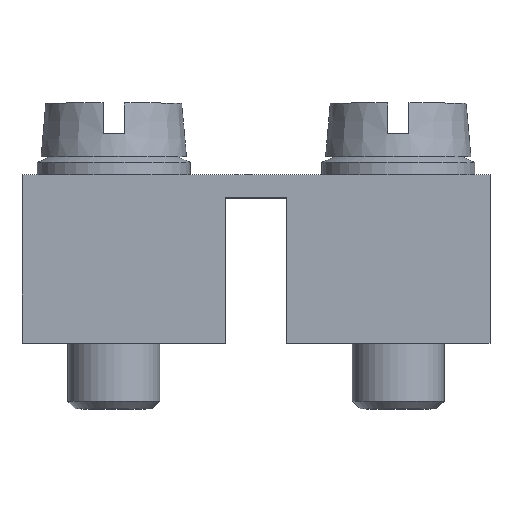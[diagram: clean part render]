
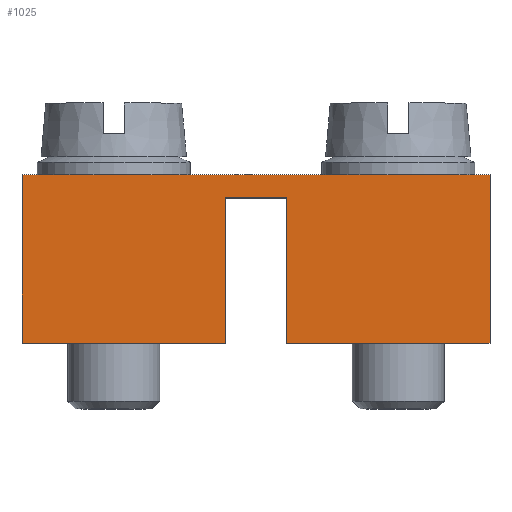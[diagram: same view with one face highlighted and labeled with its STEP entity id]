
A CAD part, top view. The second image highlights one B-rep face of the part: STEP entity #1025.
In plain terms, the highlighted planar face has unit normal (0, 0, 1).
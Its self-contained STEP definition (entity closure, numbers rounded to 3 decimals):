
#65=PLANE('',#1175);
#114=LINE('',#1812,#168);
#115=LINE('',#1815,#169);
#118=LINE('',#1821,#172);
#124=LINE('',#1833,#178);
#126=LINE('',#1836,#180);
#129=LINE('',#1842,#183);
#130=LINE('',#1845,#184);
#131=LINE('',#1846,#185);
#168=VECTOR('',#1484,9.5);
#169=VECTOR('',#1487,13.3);
#172=VECTOR('',#1492,11.);
#178=VECTOR('',#1500,9.5);
#180=VECTOR('',#1504,4.);
#183=VECTOR('',#1509,30.6);
#184=VECTOR('',#1512,13.3);
#185=VECTOR('',#1513,11.);
#251=FACE_OUTER_BOUND('',#318,.T.);
#318=EDGE_LOOP('',(#943,#944,#945,#946,#947,#948,#949,#950));
#503=VERTEX_POINT('',#1805);
#506=VERTEX_POINT('',#1810);
#507=VERTEX_POINT('',#1814);
#509=VERTEX_POINT('',#1820);
#511=VERTEX_POINT('',#1826);
#514=VERTEX_POINT('',#1831);
#516=VERTEX_POINT('',#1839);
#517=VERTEX_POINT('',#1844);
#648=EDGE_CURVE('',#503,#506,#114,.T.);
#649=EDGE_CURVE('',#507,#503,#115,.T.);
#652=EDGE_CURVE('',#509,#507,#118,.T.);
#658=EDGE_CURVE('',#511,#514,#124,.T.);
#660=EDGE_CURVE('',#506,#511,#126,.T.);
#663=EDGE_CURVE('',#516,#509,#129,.T.);
#664=EDGE_CURVE('',#514,#517,#130,.T.);
#665=EDGE_CURVE('',#516,#517,#131,.T.);
#943=ORIENTED_EDGE('',*,*,#652,.T.);
#944=ORIENTED_EDGE('',*,*,#649,.T.);
#945=ORIENTED_EDGE('',*,*,#648,.T.);
#946=ORIENTED_EDGE('',*,*,#660,.T.);
#947=ORIENTED_EDGE('',*,*,#658,.T.);
#948=ORIENTED_EDGE('',*,*,#664,.T.);
#949=ORIENTED_EDGE('',*,*,#665,.F.);
#950=ORIENTED_EDGE('',*,*,#663,.T.);
#1025=ADVANCED_FACE('',(#251),#65,.T.);
#1175=AXIS2_PLACEMENT_3D('',#1843,#1510,#1511);
#1484=DIRECTION('',(0.,1.,0.));
#1487=DIRECTION('',(1.,0.,0.));
#1492=DIRECTION('',(0.,-1.,0.));
#1500=DIRECTION('',(0.,-1.,0.));
#1504=DIRECTION('',(1.,0.,0.));
#1509=DIRECTION('',(-1.,0.,0.));
#1510=DIRECTION('center_axis',(0.,0.,1.));
#1511=DIRECTION('ref_axis',(1.,0.,0.));
#1512=DIRECTION('',(1.,0.,0.));
#1513=DIRECTION('',(0.,-1.,0.));
#1805=CARTESIAN_POINT('',(7.3,-11.,5.));
#1810=CARTESIAN_POINT('',(7.3,-1.5,5.));
#1812=CARTESIAN_POINT('',(7.3,-11.,5.));
#1814=CARTESIAN_POINT('',(-6.,-11.,5.));
#1815=CARTESIAN_POINT('',(-6.,-11.,5.));
#1820=CARTESIAN_POINT('',(-6.,0.,5.));
#1821=CARTESIAN_POINT('',(-6.,0.,5.));
#1826=CARTESIAN_POINT('',(11.3,-1.5,5.));
#1831=CARTESIAN_POINT('',(11.3,-11.,5.));
#1833=CARTESIAN_POINT('',(11.3,-1.5,5.));
#1836=CARTESIAN_POINT('',(7.3,-1.5,5.));
#1839=CARTESIAN_POINT('',(24.6,0.,5.));
#1842=CARTESIAN_POINT('',(24.6,0.,5.));
#1843=CARTESIAN_POINT('Origin',(-6.,0.,5.));
#1844=CARTESIAN_POINT('',(24.6,-11.,5.));
#1845=CARTESIAN_POINT('',(11.3,-11.,5.));
#1846=CARTESIAN_POINT('',(24.6,0.,5.));
